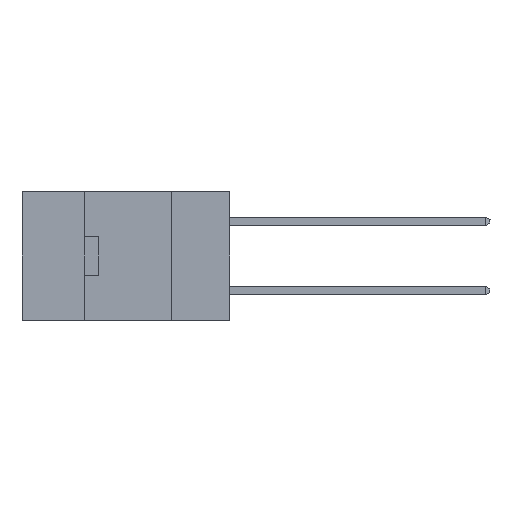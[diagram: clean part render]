
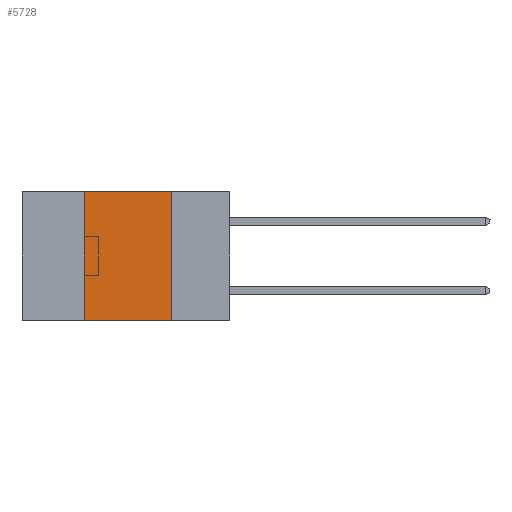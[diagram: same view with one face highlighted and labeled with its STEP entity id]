
A CAD part, left-side view. The second image highlights one B-rep face of the part: STEP entity #5728.
In plain terms, the highlighted planar face has unit normal (-1, 0, 0).
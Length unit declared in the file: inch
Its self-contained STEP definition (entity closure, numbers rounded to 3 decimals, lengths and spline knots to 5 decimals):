
#96 = ORIENTED_EDGE ( 'NONE', *, *, #18381, .F. ) ;
#1867 = VERTEX_POINT ( 'NONE', #23334 ) ;
#2802 = VECTOR ( 'NONE', #21399, 39.37008 ) ;
#2841 = CARTESIAN_POINT ( 'NONE',  ( 0., 0.6, -0.37 ) ) ;
#5335 = ORIENTED_EDGE ( 'NONE', *, *, #17362, .T. ) ;
#5659 = CARTESIAN_POINT ( 'NONE',  ( 0., 0.42, -0.37 ) ) ;
#5728 = ADVANCED_FACE ( 'NONE', ( #26896 ), #20385, .F. ) ;
#6670 = EDGE_LOOP ( 'NONE', ( #12734, #8688, #96, #5335 ) ) ;
#7898 = LINE ( 'NONE', #5659, #27325 ) ;
#8354 = EDGE_CURVE ( 'NONE', #16475, #14045, #21127, .T. ) ;
#8688 = ORIENTED_EDGE ( 'NONE', *, *, #8354, .F. ) ;
#9739 = LINE ( 'NONE', #2841, #24627 ) ;
#9846 = VERTEX_POINT ( 'NONE', #18225 ) ;
#12281 = EDGE_CURVE ( 'NONE', #14045, #9846, #21117, .T. ) ;
#12330 = DIRECTION ( 'NONE',  ( 1., 0., 0. ) ) ;
#12734 = ORIENTED_EDGE ( 'NONE', *, *, #12281, .F. ) ;
#13845 = CARTESIAN_POINT ( 'NONE',  ( 0., 0.17, 0. ) ) ;
#14045 = VERTEX_POINT ( 'NONE', #13845 ) ;
#14184 = DIRECTION ( 'NONE',  ( 0., 0., -1. ) ) ;
#15713 = AXIS2_PLACEMENT_3D ( 'NONE', #18402, #12330, #14184 ) ;
#16267 = VECTOR ( 'NONE', #25655, 39.37008 ) ;
#16475 = VERTEX_POINT ( 'NONE', #22645 ) ;
#17362 = EDGE_CURVE ( 'NONE', #1867, #9846, #9739, .T. ) ;
#18078 = DIRECTION ( 'NONE',  ( 0., -1., 0. ) ) ;
#18225 = CARTESIAN_POINT ( 'NONE',  ( 0., 0.17, -0.37 ) ) ;
#18381 = EDGE_CURVE ( 'NONE', #1867, #16475, #7898, .T. ) ;
#18402 = CARTESIAN_POINT ( 'NONE',  ( 0., 0.6, 0. ) ) ;
#19287 = CARTESIAN_POINT ( 'NONE',  ( 0., 0.17, -0.37 ) ) ;
#20385 = PLANE ( 'NONE',  #15713 ) ;
#21117 = LINE ( 'NONE', #19287, #2802 ) ;
#21127 = LINE ( 'NONE', #25513, #16267 ) ;
#21399 = DIRECTION ( 'NONE',  ( 0., 0., -1. ) ) ;
#22645 = CARTESIAN_POINT ( 'NONE',  ( 0., 0.42, 0. ) ) ;
#23334 = CARTESIAN_POINT ( 'NONE',  ( 0., 0.42, -0.37 ) ) ;
#24627 = VECTOR ( 'NONE', #18078, 39.37008 ) ;
#25261 = DIRECTION ( 'NONE',  ( 0., 0., 1. ) ) ;
#25513 = CARTESIAN_POINT ( 'NONE',  ( 0., 0.6, 0. ) ) ;
#25655 = DIRECTION ( 'NONE',  ( 0., -1., 0. ) ) ;
#26896 = FACE_OUTER_BOUND ( 'NONE', #6670, .T. ) ;
#27325 = VECTOR ( 'NONE', #25261, 39.37008 ) ;
